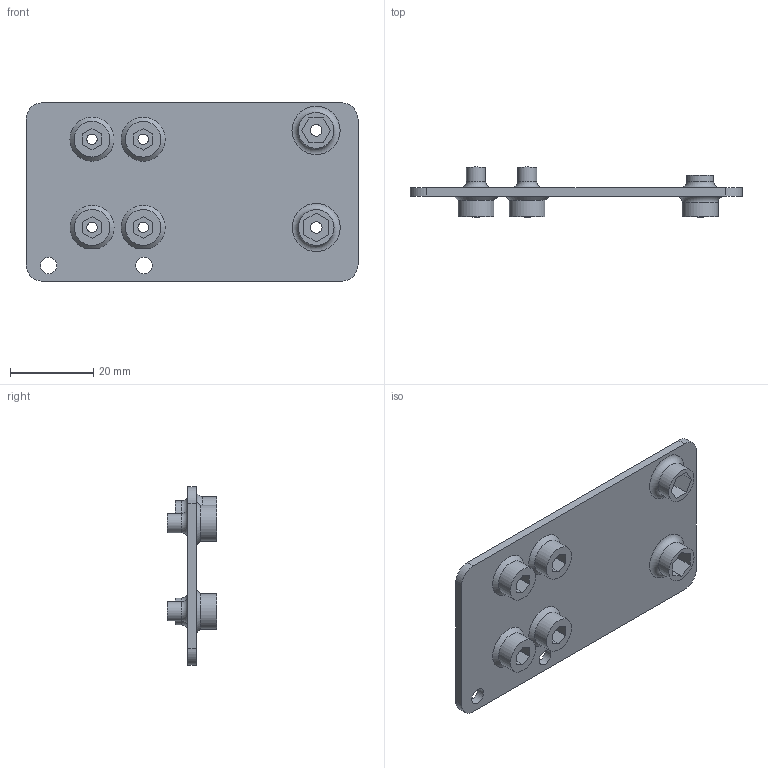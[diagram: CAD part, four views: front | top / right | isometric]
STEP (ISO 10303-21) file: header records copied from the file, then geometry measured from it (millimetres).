
FILE_DESCRIPTION(/* description */ (''),/* implementation_level */ '2;1');
FILE_NAME(/* name */ 'camera multiplexer and hmdi connector fixture.step',/* time_stamp */ '2020-11-27T04:03:09-08:00',/* author */ (''),/* organization */ (''),/* preprocessor_version */ 'ST-DEVELOPER v18.1',/* originating_system */ 'Autodesk Translation Framework v9.3.0.1241',/* authorisation */ '');
FILE_SCHEMA (('AUTOMOTIVE_DESIGN { 1 0 10303 214 3 1 1 }'));
Length unit declared in the file: millimetre
Products named in the file (1): camera multiplexer and hmdi connector fixture v6
Bounding box: 80 x 12 x 43 mm (x, y, z)
Volume: 8354.7 mm3; surface area: 9169.1 mm2
Topology: 1 solids, 1 shells, 98 faces, 229 edges, 151 vertices
Faces by surface type: plane 62, cylinder 24, torus 8, cone 4
Full cylindrical faces by diameter (mm): 2.5 x4, 2.8 x2, 4 x2, 4.6 x4, 6.5 x2, 8.6 x6
Entity records: 2880 total; most frequent: DIRECTION 502, CARTESIAN_POINT 483, ORIENTED_EDGE 458, EDGE_CURVE 229, AXIS2_PLACEMENT_3D 176, VERTEX_POINT 151, LINE 150, VECTOR 150
